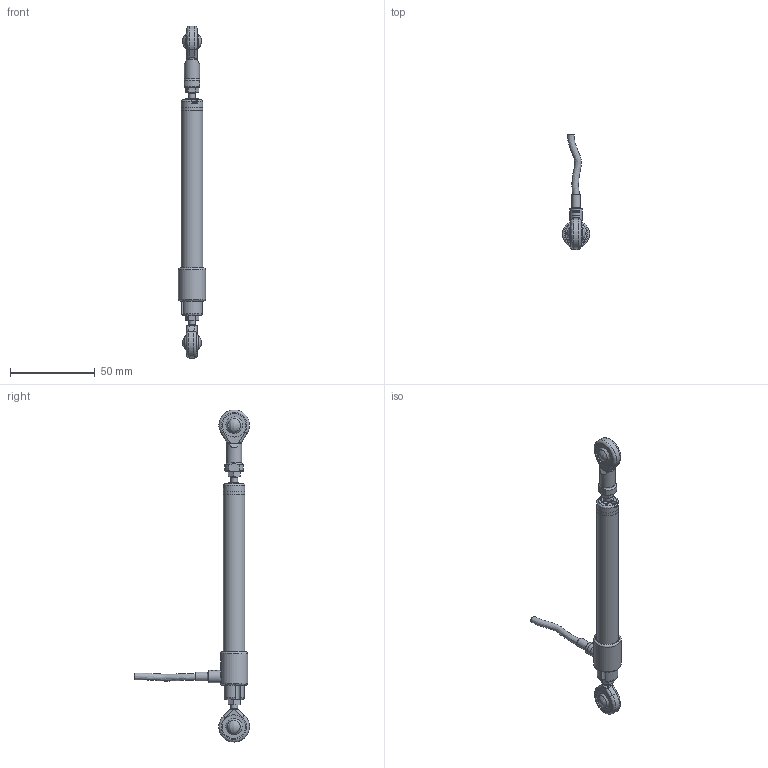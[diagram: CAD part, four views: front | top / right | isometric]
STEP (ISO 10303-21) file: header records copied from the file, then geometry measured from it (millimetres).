
FILE_DESCRIPTION (( 'STEP AP214' ), '1' );
FILE_NAME ('PZ12-A-0050-L.STEP', '2020-03-18T19:40:16', ( '' ), ( '' ), 'SwSTEP 2.0', 'SolidWorks 2019', '' );
FILE_SCHEMA (( 'AUTOMOTIVE_DESIGN' ));
Length unit declared in the file: inch
Products named in the file (1): PZ12-A-0050-L
Bounding box: 16.1 x 67.83 x 195.42 mm (x, y, z)
Volume: 24803.8 mm3; surface area: 15153.9 mm2
Topology: 18 solids, 18 shells, 648 faces, 1665 edges, 1070 vertices
Faces by surface type: cone 256, cylinder 170, plane 168, bspline 54
Full cylindrical faces by diameter (mm): 1 x2, 1.4 x2, 1.6 x88, 2 x2, 3 x1, 3.2 x5, 3.3 x12, 3.5 x3, 4 x6, 5 x2, 5.1 x1, 5.2 x1, 6 x4, 7.2 x1, 8.9 x1, 12.7 x3, 12.9 x1, 13.9 x4, 16.1 x1
Entity records: 26382 total; most frequent: CARTESIAN_POINT 5645, DIRECTION 2540, ORIENTED_EDGE 2016, AXIS2_PLACEMENT_3D 1172, EDGE_LOOP 1058, EDGE_CURVE 1008, FACE_OUTER_BOUND 802, VERTEX_POINT 780
